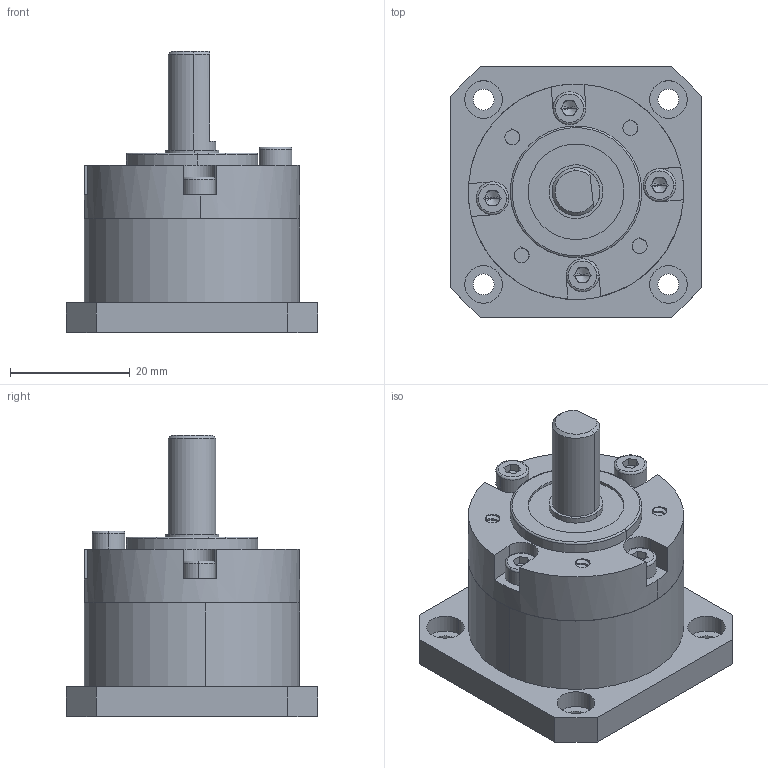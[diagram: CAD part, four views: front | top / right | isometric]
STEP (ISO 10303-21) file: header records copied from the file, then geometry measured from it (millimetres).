
FILE_DESCRIPTION (( 'STEP AP214' ), '1' );
FILE_NAME ('42XGJÒ»¼¶.STEP', '2023-08-04T16:36:14', ( '' ), ( '' ), 'SwSTEP 2.0', 'SolidWorks 2021', '' );
FILE_SCHEMA (( 'AUTOMOTIVE_DESIGN' ));
Length unit declared in the file: millimetre
Products named in the file (5): 42XGJ珨撰; 42XGJ珨撰儂旯; hexagon socket head cap screws gb_GB_FASTENER_SCREWS_HSHCS M3X5-N; 42XGJ-5.18菁釱; 42XGJ-5.18奻裔
Assembly tree (7 placements, depth 2):
  42XGJ珨撰
    42XGJ-5.18菁釱
    42XGJ珨撰儂旯
    42XGJ-5.18奻裔
    hexagon socket head cap screws gb_GB_FASTENER_SCREWS_HSHCS M3X5-N  x4
Bounding box: 42 x 42 x 47 mm (x, y, z)
Volume: 31021.1 mm3; surface area: 13313.2 mm2
Topology: 7 solids, 7 shells, 331 faces, 836 edges, 528 vertices
Faces by surface type: cylinder 173, plane 105, bspline 24, cone 19, torus 10
Entity records: 18681 total; most frequent: CARTESIAN_POINT 12777, ORIENTED_EDGE 1332, DIRECTION 1029, EDGE_CURVE 666, VERTEX_POINT 429, AXIS2_PLACEMENT_3D 379, EDGE_LOOP 293, VECTOR 271
